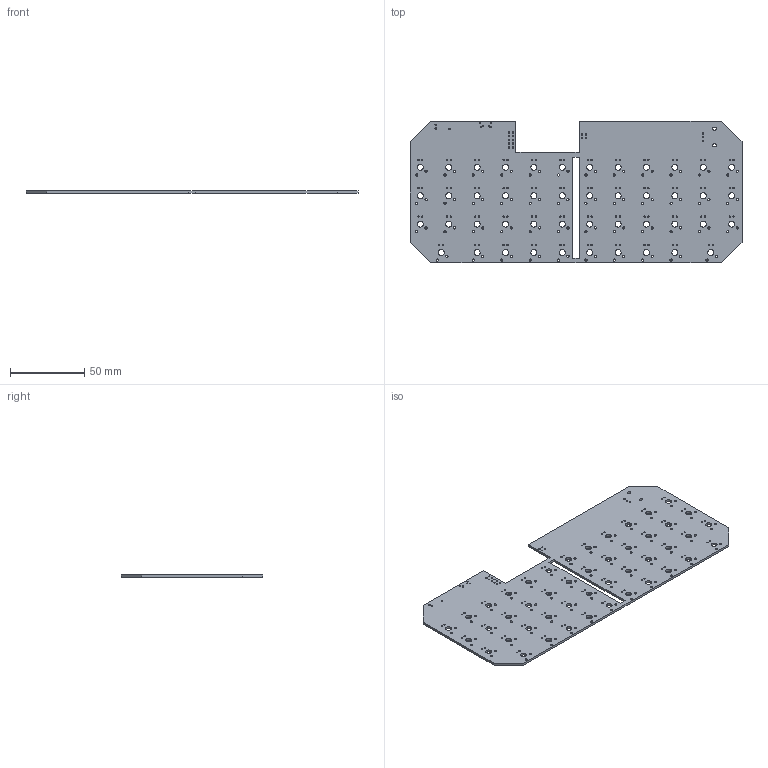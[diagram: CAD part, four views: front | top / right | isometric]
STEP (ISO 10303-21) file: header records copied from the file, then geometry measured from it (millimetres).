
FILE_DESCRIPTION(('KiCad electronic assembly'),'2;1');
FILE_NAME('splitboard.step','2021-04-24T08:48:39',('An Author'),( 'A Company'),'Open CASCADE STEP processor 6.9', 'KiCad to STEP converter','Unknown');
FILE_SCHEMA(('AUTOMOTIVE_DESIGN { 1 0 10303 214 1 1 1 1 }'));
Length unit declared in the file: millimetre
Products named in the file (2): Open CASCADE STEP translator 6.9 1; COMPOUND
Assembly tree (1 placements, depth 2):
  Open CASCADE STEP translator 6.9 1
    COMPOUND
Bounding box: 222.88 x 95.25 x 1.6 mm (x, y, z)
Volume: 30110.5 mm3; surface area: 41087.7 mm2
Topology: 1 solids, 1 shells, 301 faces, 897 edges, 598 vertices
Faces by surface type: cylinder 266, plane 35
Full cylindrical faces by diameter (mm): 0.7 x2, 0.8 x2, 0.9 x93, 1 x19, 1.5 x92, 4 x46
Entity records: 24759 total; most frequent: CARTESIAN_POINT 6788, DIRECTION 3293, ORIENTED_EDGE 1794, PCURVE 1794, DEFINITIONAL_REPRESENTATION 1794, LINE 1623, VECTOR 1623, EDGE_CURVE 897
